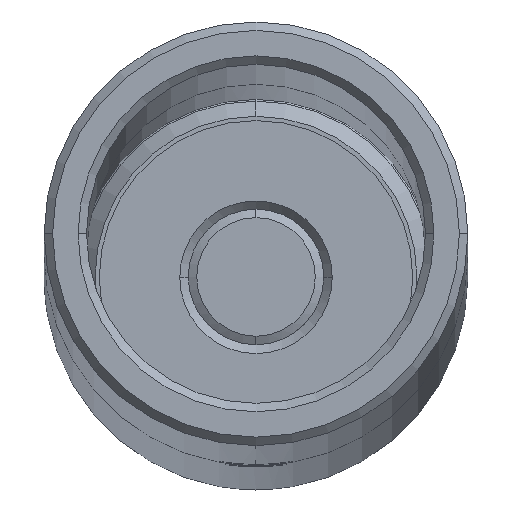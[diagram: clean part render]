
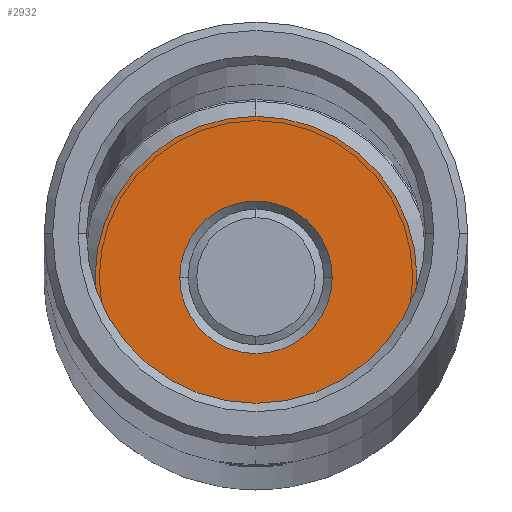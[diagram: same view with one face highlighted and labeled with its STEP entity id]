
A CAD part, top view. The second image highlights one B-rep face of the part: STEP entity #2932.
In plain terms, the highlighted planar face has unit normal (0, 0, 1).
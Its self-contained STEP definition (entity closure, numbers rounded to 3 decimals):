
#241 = DIRECTION ( 'NONE',  ( 0., 1., 0. ) ) ;
#335 = EDGE_CURVE ( 'NONE', #480, #7463, #1425, .T. ) ;
#407 = DIRECTION ( 'NONE',  ( 0., 0., 1. ) ) ;
#480 = VERTEX_POINT ( 'NONE', #2105 ) ;
#715 = DIRECTION ( 'NONE',  ( 0., 0., -1. ) ) ;
#1419 = CARTESIAN_POINT ( 'NONE',  ( 0., 0., 55. ) ) ;
#1425 = CIRCLE ( 'NONE', #6768, 9. ) ;
#1505 = ORIENTED_EDGE ( 'NONE', *, *, #335, .F. ) ;
#1569 = DIRECTION ( 'NONE',  ( 0., 0., 1. ) ) ;
#1960 = ORIENTED_EDGE ( 'NONE', *, *, #6564, .T. ) ;
#2052 = PLANE ( 'NONE',  #7286 ) ;
#2105 = CARTESIAN_POINT ( 'NONE',  ( -9., 0., 55. ) ) ;
#2251 = AXIS2_PLACEMENT_3D ( 'NONE', #2379, #407, #6897 ) ;
#2379 = CARTESIAN_POINT ( 'NONE',  ( 0., 0., 55. ) ) ;
#2491 = CIRCLE ( 'NONE', #7078, 19. ) ;
#2670 = DIRECTION ( 'NONE',  ( 0., 1., 0. ) ) ;
#2932 = ADVANCED_FACE ( 'NONE', ( #3543, #8287 ), #2052, .F. ) ;
#2962 = EDGE_LOOP ( 'NONE', ( #6282, #1505 ) ) ;
#3123 = CARTESIAN_POINT ( 'NONE',  ( 0., 19., 55. ) ) ;
#3543 = FACE_BOUND ( 'NONE', #2962, .T. ) ;
#4025 = DIRECTION ( 'NONE',  ( 1., 0., 0. ) ) ;
#4041 = CARTESIAN_POINT ( 'NONE',  ( 9., 0., 55. ) ) ;
#4067 = EDGE_LOOP ( 'NONE', ( #1960, #4359 ) ) ;
#4359 = ORIENTED_EDGE ( 'NONE', *, *, #6005, .T. ) ;
#4677 = EDGE_CURVE ( 'NONE', #7463, #480, #7772, .T. ) ;
#5286 = CARTESIAN_POINT ( 'NONE',  ( 0., -19., 55. ) ) ;
#5345 = CARTESIAN_POINT ( 'NONE',  ( 0., 0., 55. ) ) ;
#5915 = CIRCLE ( 'NONE', #7451, 19. ) ;
#6005 = EDGE_CURVE ( 'NONE', #6687, #6266, #5915, .T. ) ;
#6092 = CARTESIAN_POINT ( 'NONE',  ( 0., 0., 55. ) ) ;
#6266 = VERTEX_POINT ( 'NONE', #3123 ) ;
#6282 = ORIENTED_EDGE ( 'NONE', *, *, #4677, .F. ) ;
#6564 = EDGE_CURVE ( 'NONE', #6266, #6687, #2491, .T. ) ;
#6687 = VERTEX_POINT ( 'NONE', #5286 ) ;
#6768 = AXIS2_PLACEMENT_3D ( 'NONE', #5345, #7308, #4025 ) ;
#6897 = DIRECTION ( 'NONE',  ( 1., 0., 0. ) ) ;
#7078 = AXIS2_PLACEMENT_3D ( 'NONE', #1419, #7807, #2670 ) ;
#7141 = CARTESIAN_POINT ( 'NONE',  ( -19.95, -19.95, 55. ) ) ;
#7286 = AXIS2_PLACEMENT_3D ( 'NONE', #7141, #715, #7788 ) ;
#7308 = DIRECTION ( 'NONE',  ( 0., 0., 1. ) ) ;
#7451 = AXIS2_PLACEMENT_3D ( 'NONE', #6092, #1569, #241 ) ;
#7463 = VERTEX_POINT ( 'NONE', #4041 ) ;
#7772 = CIRCLE ( 'NONE', #2251, 9. ) ;
#7788 = DIRECTION ( 'NONE',  ( -1., 0., 0. ) ) ;
#7807 = DIRECTION ( 'NONE',  ( 0., 0., 1. ) ) ;
#8287 = FACE_OUTER_BOUND ( 'NONE', #4067, .T. ) ;
